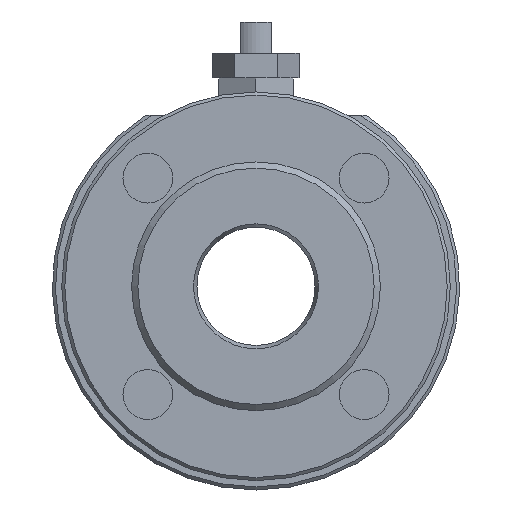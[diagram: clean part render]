
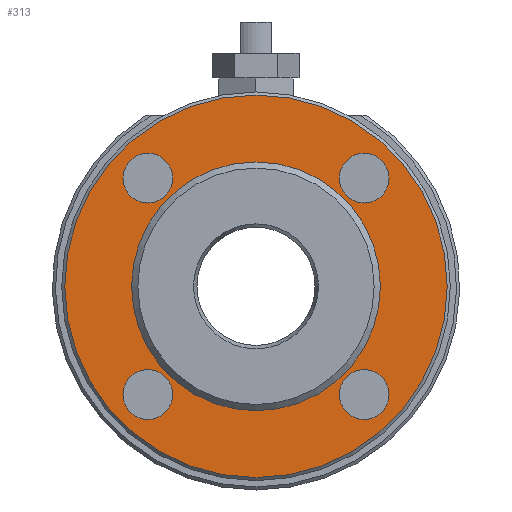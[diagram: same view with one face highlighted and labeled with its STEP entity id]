
A CAD part, left-side view. The second image highlights one B-rep face of the part: STEP entity #313.
In plain terms, the highlighted planar face has unit normal (-1, 0, 0).
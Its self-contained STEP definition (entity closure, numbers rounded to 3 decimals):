
#313 = ADVANCED_FACE( '', ( #782, #783, #784, #785, #786, #787 ), #788, .T. );
#782 = FACE_OUTER_BOUND( '', #1451, .T. );
#783 = FACE_BOUND( '', #1452, .T. );
#784 = FACE_BOUND( '', #1453, .T. );
#785 = FACE_BOUND( '', #1454, .T. );
#786 = FACE_BOUND( '', #1455, .T. );
#787 = FACE_BOUND( '', #1456, .T. );
#788 = PLANE( '', #1457 );
#1451 = EDGE_LOOP( '', ( #2306 ) );
#1452 = EDGE_LOOP( '', ( #2307 ) );
#1453 = EDGE_LOOP( '', ( #2308 ) );
#1454 = EDGE_LOOP( '', ( #2309 ) );
#1455 = EDGE_LOOP( '', ( #2310 ) );
#1456 = EDGE_LOOP( '', ( #2311 ) );
#1457 = AXIS2_PLACEMENT_3D( '', #2312, #2313, #2314 );
#2306 = ORIENTED_EDGE( '', *, *, #3314, .T. );
#2307 = ORIENTED_EDGE( '', *, *, #3401, .F. );
#2308 = ORIENTED_EDGE( '', *, *, #3402, .F. );
#2309 = ORIENTED_EDGE( '', *, *, #3327, .F. );
#2310 = ORIENTED_EDGE( '', *, *, #3403, .F. );
#2311 = ORIENTED_EDGE( '', *, *, #3404, .F. );
#2312 = CARTESIAN_POINT( '', ( 2., 0., -68. ) );
#2313 = DIRECTION( '', ( -1., 0., 0. ) );
#2314 = DIRECTION( '', ( 0., 0., 1. ) );
#3314 = EDGE_CURVE( '', #3872, #3872, #3873, .T. );
#3327 = EDGE_CURVE( '', #3892, #3892, #3893, .T. );
#3401 = EDGE_CURVE( '', #4011, #4011, #4012, .T. );
#3402 = EDGE_CURVE( '', #4013, #4013, #4014, .T. );
#3403 = EDGE_CURVE( '', #4015, #4015, #4016, .T. );
#3404 = EDGE_CURVE( '', #4017, #4017, #4018, .T. );
#3872 = VERTEX_POINT( '', #4643 );
#3873 = CIRCLE( '', #4644, 61.5 );
#3892 = VERTEX_POINT( '', #4664 );
#3893 = CIRCLE( '', #4665, 8. );
#4011 = VERTEX_POINT( '', #4823 );
#4012 = CIRCLE( '', #4824, 8. );
#4013 = VERTEX_POINT( '', #4825 );
#4014 = CIRCLE( '', #4826, 8. );
#4015 = VERTEX_POINT( '', #4827 );
#4016 = CIRCLE( '', #4828, 8. );
#4017 = VERTEX_POINT( '', #4829 );
#4018 = CIRCLE( '', #4830, 40. );
#4643 = CARTESIAN_POINT( '', ( 2., 0., 61.5 ) );
#4644 = AXIS2_PLACEMENT_3D( '', #5400, #5401, #5402 );
#4664 = CARTESIAN_POINT( '', ( 2., 26.79, -34.79 ) );
#4665 = AXIS2_PLACEMENT_3D( '', #5419, #5420, #5421 );
#4823 = CARTESIAN_POINT( '', ( 2., -42.79, 34.79 ) );
#4824 = AXIS2_PLACEMENT_3D( '', #5510, #5511, #5512 );
#4825 = CARTESIAN_POINT( '', ( 2., -42.79, -34.79 ) );
#4826 = AXIS2_PLACEMENT_3D( '', #5513, #5514, #5515 );
#4827 = CARTESIAN_POINT( '', ( 2., 26.79, 34.79 ) );
#4828 = AXIS2_PLACEMENT_3D( '', #5516, #5517, #5518 );
#4829 = CARTESIAN_POINT( '', ( 2., 0., 40. ) );
#4830 = AXIS2_PLACEMENT_3D( '', #5519, #5520, #5521 );
#5400 = CARTESIAN_POINT( '', ( 2., 0., 0. ) );
#5401 = DIRECTION( '', ( -1., 0., 0. ) );
#5402 = DIRECTION( '', ( 0., 0., 1. ) );
#5419 = CARTESIAN_POINT( '', ( 2., 34.79, -34.79 ) );
#5420 = DIRECTION( '', ( -1., 0., 0. ) );
#5421 = DIRECTION( '', ( 0., -1., 0. ) );
#5510 = CARTESIAN_POINT( '', ( 2., -34.79, 34.79 ) );
#5511 = DIRECTION( '', ( -1., 0., 0. ) );
#5512 = DIRECTION( '', ( 0., -1., 0. ) );
#5513 = CARTESIAN_POINT( '', ( 2., -34.79, -34.79 ) );
#5514 = DIRECTION( '', ( -1., 0., 0. ) );
#5515 = DIRECTION( '', ( 0., -1., 0. ) );
#5516 = CARTESIAN_POINT( '', ( 2., 34.79, 34.79 ) );
#5517 = DIRECTION( '', ( -1., 0., 0. ) );
#5518 = DIRECTION( '', ( 0., -1., 0. ) );
#5519 = CARTESIAN_POINT( '', ( 2., 0., 0. ) );
#5520 = DIRECTION( '', ( -1., 0., 0. ) );
#5521 = DIRECTION( '', ( 0., 0., 1. ) );
